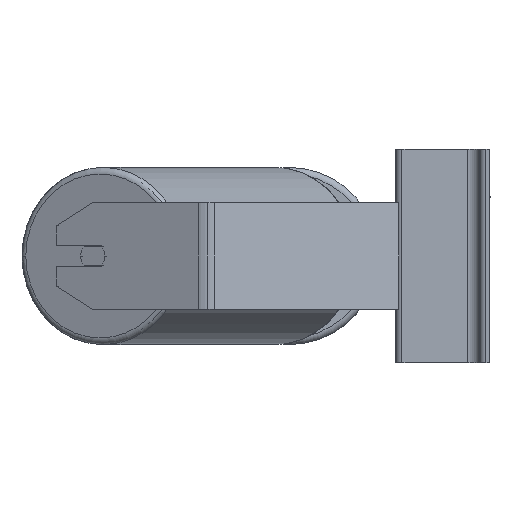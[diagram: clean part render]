
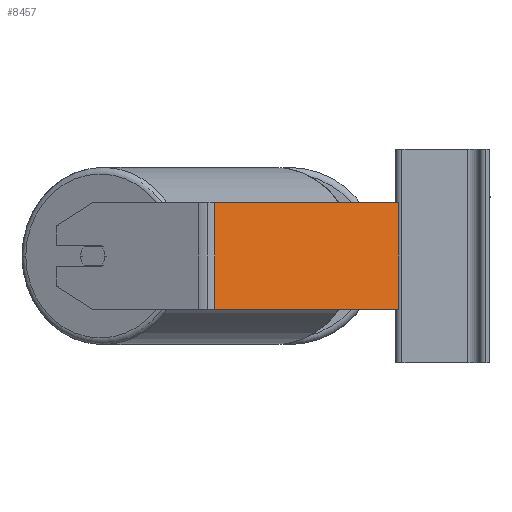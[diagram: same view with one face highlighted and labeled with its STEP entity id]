
A CAD part, left-side view. The second image highlights one B-rep face of the part: STEP entity #8457.
In plain terms, the highlighted planar face has unit normal (-0.94, -0.342, 0).
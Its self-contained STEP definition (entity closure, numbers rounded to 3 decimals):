
#29 = VERTEX_POINT ( 'NONE', #1607 ) ;
#624 = EDGE_LOOP ( 'NONE', ( #5324, #6826, #1867, #10496 ) ) ;
#1607 = CARTESIAN_POINT ( 'NONE',  ( -537.715, 153.865, -40. ) ) ;
#1867 = ORIENTED_EDGE ( 'NONE', *, *, #7474, .F. ) ;
#2032 = CARTESIAN_POINT ( 'NONE',  ( -537.715, 153.865, 40. ) ) ;
#2047 = CARTESIAN_POINT ( 'NONE',  ( -487.518, 15.948, -40. ) ) ;
#2280 = DIRECTION ( 'NONE',  ( 0.94, 0.342, 0. ) ) ;
#2486 = PLANE ( 'NONE',  #4740 ) ;
#2982 = EDGE_CURVE ( 'NONE', #7981, #4355, #10302, .T. ) ;
#2985 = EDGE_CURVE ( 'NONE', #8253, #29, #6003, .T. ) ;
#3190 = VECTOR ( 'NONE', #3454, 1000. ) ;
#3454 = DIRECTION ( 'NONE',  ( 0.342, -0.94, 0. ) ) ;
#3564 = EDGE_CURVE ( 'NONE', #29, #4355, #9196, .T. ) ;
#3751 = DIRECTION ( 'NONE',  ( 0., 0., -1. ) ) ;
#4355 = VERTEX_POINT ( 'NONE', #2047 ) ;
#4740 = AXIS2_PLACEMENT_3D ( 'NONE', #5757, #2280, #10015 ) ;
#4750 = CARTESIAN_POINT ( 'NONE',  ( -539.982, 160.093, 40. ) ) ;
#4893 = VECTOR ( 'NONE', #7369, 1000. ) ;
#5060 = CARTESIAN_POINT ( 'NONE',  ( -539.982, 160.093, -40. ) ) ;
#5324 = ORIENTED_EDGE ( 'NONE', *, *, #3564, .T. ) ;
#5568 = VECTOR ( 'NONE', #10143, 1000. ) ;
#5757 = CARTESIAN_POINT ( 'NONE',  ( -539.982, 160.093, 40. ) ) ;
#6003 = LINE ( 'NONE', #2032, #7630 ) ;
#6826 = ORIENTED_EDGE ( 'NONE', *, *, #2982, .F. ) ;
#7216 = LINE ( 'NONE', #4750, #4893 ) ;
#7369 = DIRECTION ( 'NONE',  ( 0.342, -0.94, 0. ) ) ;
#7474 = EDGE_CURVE ( 'NONE', #8253, #7981, #7216, .T. ) ;
#7630 = VECTOR ( 'NONE', #3751, 1000. ) ;
#7981 = VERTEX_POINT ( 'NONE', #9546 ) ;
#8253 = VERTEX_POINT ( 'NONE', #8624 ) ;
#8457 = ADVANCED_FACE ( 'NONE', ( #9853 ), #2486, .F. ) ;
#8624 = CARTESIAN_POINT ( 'NONE',  ( -537.715, 153.865, 40. ) ) ;
#8633 = CARTESIAN_POINT ( 'NONE',  ( -487.518, 15.948, 40. ) ) ;
#9196 = LINE ( 'NONE', #5060, #3190 ) ;
#9546 = CARTESIAN_POINT ( 'NONE',  ( -487.518, 15.948, 40. ) ) ;
#9853 = FACE_OUTER_BOUND ( 'NONE', #624, .T. ) ;
#10015 = DIRECTION ( 'NONE',  ( -0.342, 0.94, 0. ) ) ;
#10143 = DIRECTION ( 'NONE',  ( 0., 0., -1. ) ) ;
#10302 = LINE ( 'NONE', #8633, #5568 ) ;
#10496 = ORIENTED_EDGE ( 'NONE', *, *, #2985, .T. ) ;
